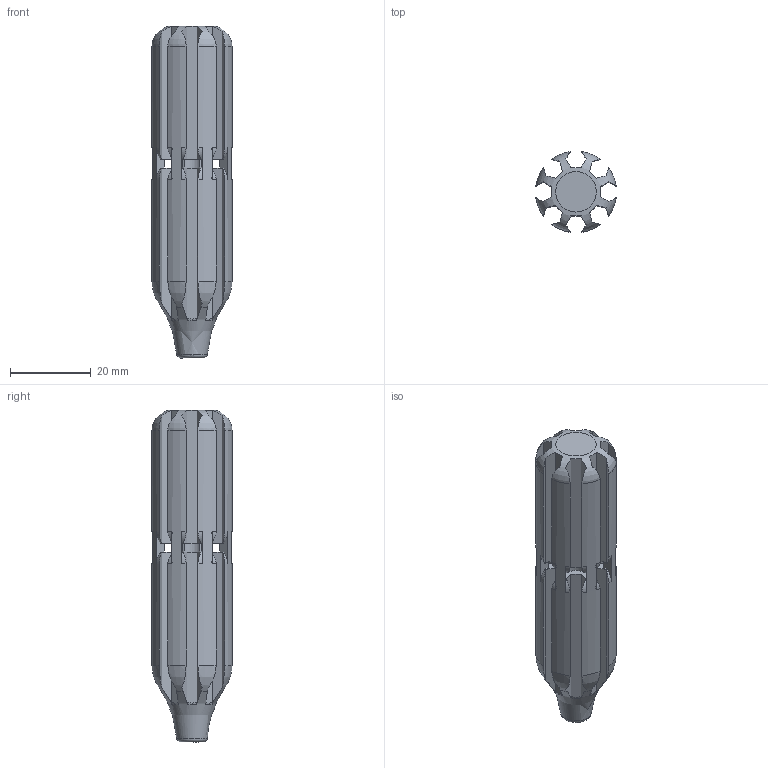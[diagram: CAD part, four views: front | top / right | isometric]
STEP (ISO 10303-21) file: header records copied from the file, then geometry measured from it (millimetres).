
FILE_DESCRIPTION(('FreeCAD Model'),'2;1');
FILE_NAME('Open CASCADE Shape Model','2022-06-09T23:06:40',(''),(''), 'Open CASCADE STEP processor 7.5','FreeCAD','Unknown');
FILE_SCHEMA(('AUTOMOTIVE_DESIGN { 1 0 10303 214 1 1 1 1 }'));
Length unit declared in the file: millimetre
Products named in the file (1): Handle
Bounding box: 19.78 x 19.78 x 82 mm (x, y, z)
Volume: 12800.5 mm3; surface area: 10573.1 mm2
Topology: 1 solids, 1 shells, 228 faces, 740 edges, 501 vertices
Faces by surface type: plane 113, bspline 41, cylinder 32, cone 32, revolution 10
Entity records: 29125 total; most frequent: CARTESIAN_POINT 16177, DIRECTION 1915, ORIENTED_EDGE 1480, PCURVE 1480, DEFINITIONAL_REPRESENTATION 1480, LINE 1083, VECTOR 1083, B_SPLINE_CURVE_WITH_KNOTS 785
